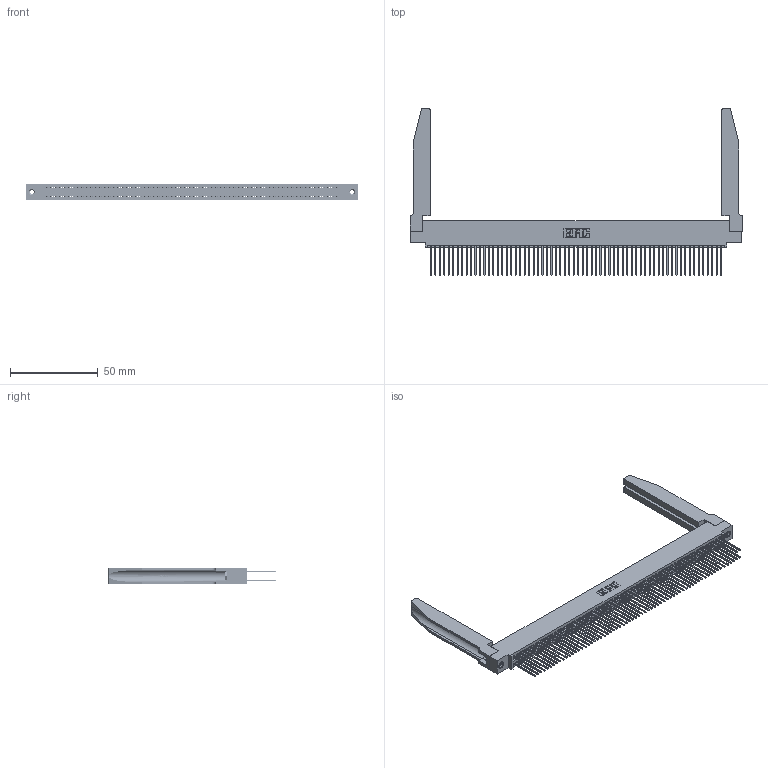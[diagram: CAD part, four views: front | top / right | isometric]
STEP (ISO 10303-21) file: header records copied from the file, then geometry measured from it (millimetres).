
FILE_DESCRIPTION (( 'STEP AP203' ), '1' );
FILE_NAME ('345-132-542-578.STEP', '2019-11-07T21:34:46', ( '' ), ( '' ), 'SwSTEP 2.0', 'SolidWorks 2016', '' );
FILE_SCHEMA (( 'CONFIG_CONTROL_DESIGN' ));
Length unit declared in the file: inch
Products named in the file (5): 345 Part_0.110 Offset - 0.156 Dia-TH; 345-292-001_345-293-142; 345-220-078_345-220-078; 345-250-001_345-250-001-102; 345-132-542-578
Assembly tree (137 placements, depth 2):
  345-132-542-578
    345 Part_0.110 Offset - 0.156 Dia-TH
    345-292-001_345-293-142  x132
    345-250-001_345-250-001-102  x2
    345-220-078_345-220-078  x2
Bounding box: 188.87 x 95.05 x 9.4 mm (x, y, z)
Volume: 26882.6 mm3; surface area: 38522.7 mm2
Topology: 137 solids, 137 shells, 6964 faces, 20629 edges, 13566 vertices
Faces by surface type: plane 4582, cylinder 2330, bspline 36, cone 12, torus 4
Entity records: 53444 total; most frequent: CARTESIAN_POINT 9855, ORIENTED_EDGE 8686, DIRECTION 7653, EDGE_CURVE 4343, LINE 3853, VECTOR 3853, VERTEX_POINT 2888, AXIS2_PLACEMENT_3D 1900
